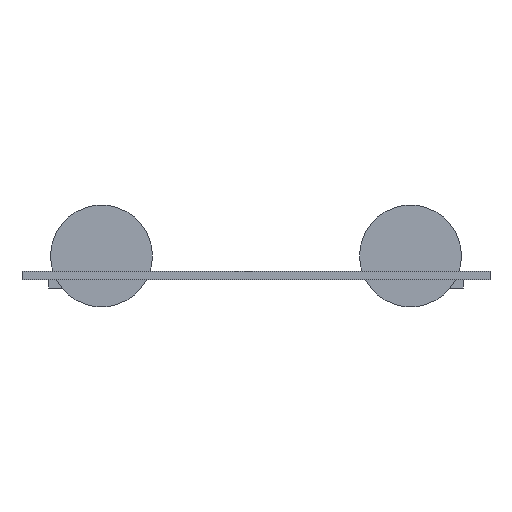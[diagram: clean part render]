
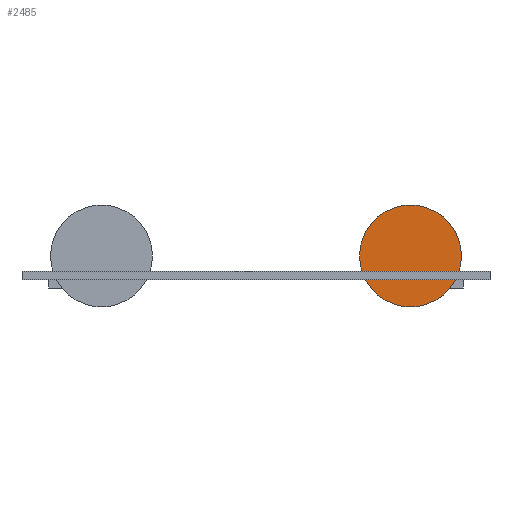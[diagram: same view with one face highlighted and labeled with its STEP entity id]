
A CAD part, left-side view. The second image highlights one B-rep face of the part: STEP entity #2485.
In plain terms, the highlighted planar face has unit normal (-1, 0, 0).
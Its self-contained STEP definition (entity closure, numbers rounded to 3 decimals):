
#51=CIRCLE('',#2687,76.2);
#211=FACE_OUTER_BOUND('',#386,.T.);
#386=EDGE_LOOP('',(#1905));
#1169=VERTEX_POINT('',#3858);
#1433=EDGE_CURVE('',#1169,#1169,#51,.T.);
#1905=ORIENTED_EDGE('',*,*,#1433,.T.);
#2330=PLANE('',#2688);
#2485=ADVANCED_FACE('',(#211),#2330,.T.);
#2687=AXIS2_PLACEMENT_3D('',#3859,#3121,#3122);
#2688=AXIS2_PLACEMENT_3D('',#3861,#3124,#3125);
#3121=DIRECTION('center_axis',(-1.,0.,0.));
#3122=DIRECTION('ref_axis',(0.,-1.,0.));
#3124=DIRECTION('center_axis',(-1.,0.,0.));
#3125=DIRECTION('ref_axis',(0.,0.,1.));
#3858=CARTESIAN_POINT('',(-259.1,-154.9,35.2));
#3859=CARTESIAN_POINT('Origin',(-259.1,-231.1,35.2));
#3861=CARTESIAN_POINT('Origin',(-259.1,-231.1,35.2));
